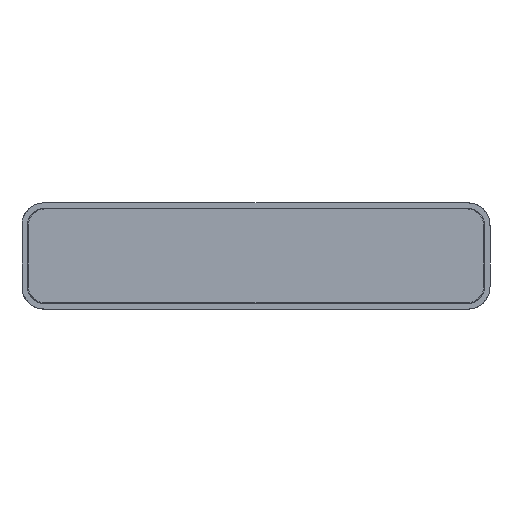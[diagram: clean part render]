
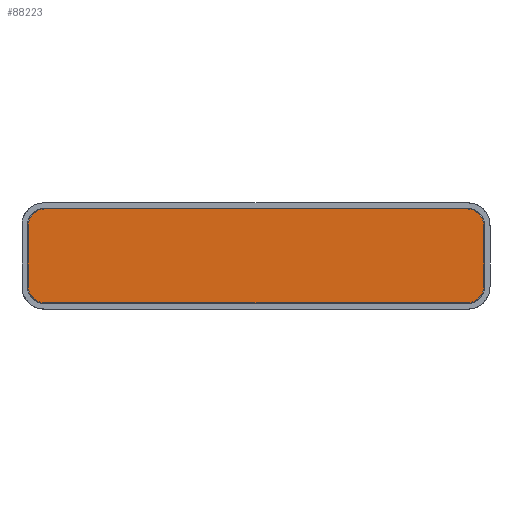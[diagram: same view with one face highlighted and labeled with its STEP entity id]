
A CAD part, top view. The second image highlights one B-rep face of the part: STEP entity #88223.
In plain terms, the highlighted planar face has unit normal (0, 0, 1).
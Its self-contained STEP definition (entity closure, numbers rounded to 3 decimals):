
#87896=CARTESIAN_POINT('',(40.6,-6.95,0.));
#87897=DIRECTION('',(0.,0.,-1.));
#87898=DIRECTION('',(1.,0.,0.));
#87899=AXIS2_PLACEMENT_3D('',#87896,#87897,#87898);
#87901=DIRECTION('',(-1.,0.,0.));
#87902=VECTOR('',#87901,97.4);
#87903=CARTESIAN_POINT('',(40.6,-10.85,
0.));
#87904=LINE('',#87903,#87902);
#87905=CARTESIAN_POINT('',(-56.8,-6.95,0.));
#87906=DIRECTION('',(0.,0.,-1.));
#87907=DIRECTION('',(0.,-1.,0.));
#87908=AXIS2_PLACEMENT_3D('',#87905,#87906,#87907);
#87910=DIRECTION('',(0.,1.,0.));
#87911=VECTOR('',#87910,13.9);
#87912=CARTESIAN_POINT('',(-60.7,-6.95,
0.));
#87913=LINE('',#87912,#87911);
#87914=CARTESIAN_POINT('',(-56.8,6.95,0.));
#87915=DIRECTION('',(0.,0.,-1.));
#87916=DIRECTION('',(-1.,0.,0.));
#87917=AXIS2_PLACEMENT_3D('',#87914,#87915,#87916);
#87919=DIRECTION('',(1.,0.,0.));
#87920=VECTOR('',#87919,97.4);
#87921=CARTESIAN_POINT('',(-56.8,10.85,
0.));
#87922=LINE('',#87921,#87920);
#87923=CARTESIAN_POINT('',(40.6,6.95,0.));
#87924=DIRECTION('',(0.,0.,-1.));
#87925=DIRECTION('',(0.,1.,0.));
#87926=AXIS2_PLACEMENT_3D('',#87923,#87924,#87925);
#87928=DIRECTION('',(0.,-1.,0.));
#87929=VECTOR('',#87928,13.9);
#87930=CARTESIAN_POINT('',(44.5,6.95,
0.));
#87931=LINE('',#87930,#87929);
#88136=CARTESIAN_POINT('',(44.5,-6.95,0.));
#88137=CARTESIAN_POINT('',(40.6,-10.85,0.));
#88138=VERTEX_POINT('',#88136);
#88139=VERTEX_POINT('',#88137);
#88140=CARTESIAN_POINT('',(-56.8,-10.85,
0.));
#88141=VERTEX_POINT('',#88140);
#88142=CARTESIAN_POINT('',(-60.7,-6.95,0.));
#88143=VERTEX_POINT('',#88142);
#88144=CARTESIAN_POINT('',(-60.7,6.95,
0.));
#88145=VERTEX_POINT('',#88144);
#88146=CARTESIAN_POINT('',(-56.8,10.85,0.));
#88147=VERTEX_POINT('',#88146);
#88148=CARTESIAN_POINT('',(40.6,10.85,
0.));
#88149=VERTEX_POINT('',#88148);
#88150=CARTESIAN_POINT('',(44.5,6.95,0.));
#88151=VERTEX_POINT('',#88150);
#88200=CARTESIAN_POINT('',(0.,0.,0.));
#88201=DIRECTION('',(0.,0.,1.));
#88202=DIRECTION('',(1.,0.,0.));
#88203=AXIS2_PLACEMENT_3D('',#88200,#88201,#88202);
#88204=PLANE('',#88203);
#88206=ORIENTED_EDGE('',*,*,#88205,.T.);
#88208=ORIENTED_EDGE('',*,*,#88207,.T.);
#88210=ORIENTED_EDGE('',*,*,#88209,.T.);
#88212=ORIENTED_EDGE('',*,*,#88211,.T.);
#88214=ORIENTED_EDGE('',*,*,#88213,.T.);
#88216=ORIENTED_EDGE('',*,*,#88215,.T.);
#88218=ORIENTED_EDGE('',*,*,#88217,.T.);
#88220=ORIENTED_EDGE('',*,*,#88219,.T.);
#88221=EDGE_LOOP('',(#88206,#88208,#88210,#88212,#88214,#88216,#88218,#88220));
#88222=FACE_OUTER_BOUND('',#88221,.F.);
#88223=ADVANCED_FACE('',(#88222),#88204,.T.);
#87900=CIRCLE('',#87899,3.9);
#87909=CIRCLE('',#87908,3.9);
#87918=CIRCLE('',#87917,3.9);
#87927=CIRCLE('',#87926,3.9);
#88205=EDGE_CURVE('',#88138,#88139,#87900,.T.);
#88207=EDGE_CURVE('',#88139,#88141,#87904,.T.);
#88209=EDGE_CURVE('',#88141,#88143,#87909,.T.);
#88211=EDGE_CURVE('',#88143,#88145,#87913,.T.);
#88213=EDGE_CURVE('',#88145,#88147,#87918,.T.);
#88215=EDGE_CURVE('',#88147,#88149,#87922,.T.);
#88217=EDGE_CURVE('',#88149,#88151,#87927,.T.);
#88219=EDGE_CURVE('',#88151,#88138,#87931,.T.);
